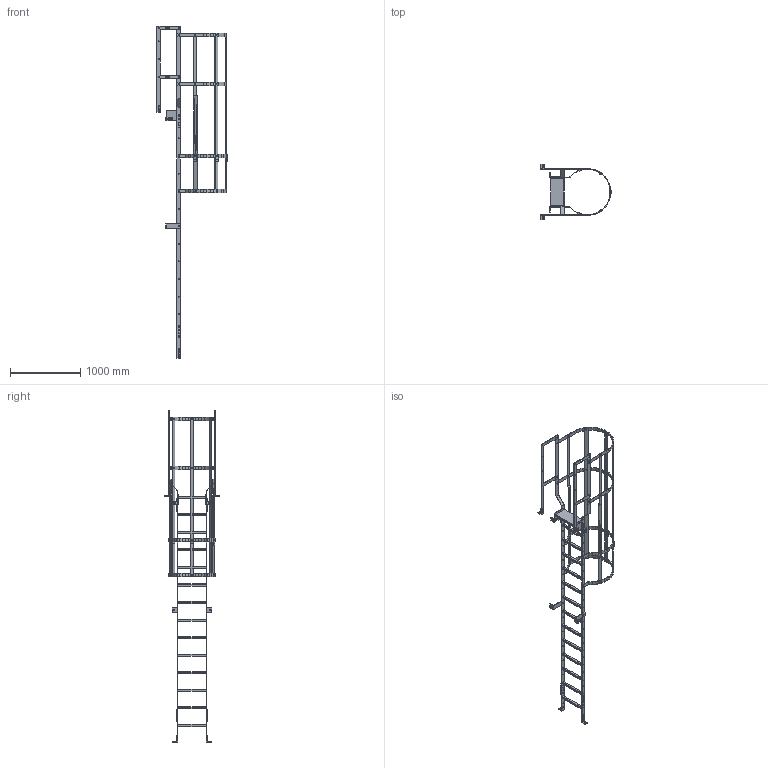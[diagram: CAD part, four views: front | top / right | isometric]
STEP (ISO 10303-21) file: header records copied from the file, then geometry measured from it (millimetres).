
FILE_DESCRIPTION(('Open CASCADE Model'),'2;1');
FILE_NAME('Open CASCADE Shape Model','2021-10-14T10:40:48',('Author'),( 'Open CASCADE'),'Open CASCADE STEP processor 7.3','Open CASCADE 7.3' ,'Unknown');
FILE_SCHEMA(('AUTOMOTIVE_DESIGN { 1 0 10303 214 1 1 1 1 }'));
Length unit declared in the file: millimetre
Products named in the file (1496): product-8698fb1d-1ce5-4999-84b2-abfa9baae047-body 1; product-8698fb1d-1ce5-4999-84b2-abfa9baae047-body 1.1; product-8698fb1d-1ce5-4999-84b2-abfa9baae047-body 1.1.1; product-8698fb1d-1ce5-4999-84b2-abfa9baae047-body 1.1.2; product-8698fb1d-1ce5-4999-84b2-abfa9baae047-body 1.1.3; product-8698fb1d-1ce5-4999-84b2-abfa9baae047-body 1.1.4; product-8698fb1d-1ce5-4999-84b2-abfa9baae047-body 1.1.5; product-8698fb1d-1ce5-4999-84b2-abfa9baae047-body 1.1.6; product-8698fb1d-1ce5-4999-84b2-abfa9baae047-body 1.1.7; product-8698fb1d-1ce5-4999-84b2-abfa9baae047-body 1.1.8; product-8698fb1d-1ce5-4999-84b2-abfa9baae047-body 1.1.9; product-8698fb1d-1ce5-4999-84b2-abfa9baae047-body 1.1.10; product-8698fb1d-1ce5-4999-84b2-abfa9baae047-body 1.1.11; product-8698fb1d-1ce5-4999-84b2-abfa9baae047-body 1.1.12; product-8698fb1d-1ce5-4999-84b2-abfa9baae047-body 1.1.13; product-8698fb1d-1ce5-4999-84b2-abfa9baae047-body 1.1.14; product-8698fb1d-1ce5-4999-84b2-abfa9baae047-body 1.1.15; product-8698fb1d-1ce5-4999-84b2-abfa9baae047-body 1.1.16; product-8698fb1d-1ce5-4999-84b2-abfa9baae047-body 1.1.17; product-8698fb1d-1ce5-4999-84b2-abfa9baae047-body 1.1.18; product-8698fb1d-1ce5-4999-84b2-abfa9baae047-body 1.1.19; product-8698fb1d-1ce5-4999-84b2-abfa9baae047-body 1.1.20; product-8698fb1d-1ce5-4999-84b2-abfa9baae047-body 1.1.21; product-8698fb1d-1ce5-4999-84b2-abfa9baae047-body 1.1.22; product-8698fb1d-1ce5-4999-84b2-abfa9baae047-body 1.1.23; product-8698fb1d-1ce5-4999-84b2-abfa9baae047-body 1.1.24; product-54ca56ea-f1f3-4e3b-8033-a06651c8c084-body 2; product-54ca56ea-f1f3-4e3b-8033-a06651c8c084-body 2.1; product-54ca56ea-f1f3-4e3b-8033-a06651c8c084-body 2.1.1; product-54ca56ea-f1f3-4e3b-8033-a06651c8c084-body 2.1.2; product-54ca56ea-f1f3-4e3b-8033-a06651c8c084-body 2.1.3; product-54ca56ea-f1f3-4e3b-8033-a06651c8c084-body 2.1.4; product-54ca56ea-f1f3-4e3b-8033-a06651c8c084-body 2.1.5; product-54ca56ea-f1f3-4e3b-8033-a06651c8c084-body 2.1.6; product-54ca56ea-f1f3-4e3b-8033-a06651c8c084-body 2.1.7; product-54ca56ea-f1f3-4e3b-8033-a06651c8c084-body 2.1.8; product-54ca56ea-f1f3-4e3b-8033-a06651c8c084-body 2.1.9; product-54ca56ea-f1f3-4e3b-8033-a06651c8c084-body 2.1.10; product-54ca56ea-f1f3-4e3b-8033-a06651c8c084-body 2.1.11; product-54ca56ea-f1f3-4e3b-8033-a06651c8c084-body 2.1.12 ...
Assembly tree (1453 placements, depth 4):
  product-8698fb1d-1ce5-4999-84b2-abfa9baae047-body 1
    product-8698fb1d-1ce5-4999-84b2-abfa9baae047-body 1.1
      product-8698fb1d-1ce5-4999-84b2-abfa9baae047-body 1.1.1
      product-8698fb1d-1ce5-4999-84b2-abfa9baae047-body 1.1.2
      product-8698fb1d-1ce5-4999-84b2-abfa9baae047-body 1.1.3
      product-8698fb1d-1ce5-4999-84b2-abfa9baae047-body 1.1.4
      product-8698fb1d-1ce5-4999-84b2-abfa9baae047-body 1.1.5
      product-8698fb1d-1ce5-4999-84b2-abfa9baae047-body 1.1.6
      product-8698fb1d-1ce5-4999-84b2-abfa9baae047-body 1.1.7
      product-8698fb1d-1ce5-4999-84b2-abfa9baae047-body 1.1.8
      product-8698fb1d-1ce5-4999-84b2-abfa9baae047-body 1.1.9
      product-8698fb1d-1ce5-4999-84b2-abfa9baae047-body 1.1.10
      product-8698fb1d-1ce5-4999-84b2-abfa9baae047-body 1.1.11
      product-8698fb1d-1ce5-4999-84b2-abfa9baae047-body 1.1.12
      product-8698fb1d-1ce5-4999-84b2-abfa9baae047-body 1.1.13
      product-8698fb1d-1ce5-4999-84b2-abfa9baae047-body 1.1.14
      product-8698fb1d-1ce5-4999-84b2-abfa9baae047-body 1.1.15
      product-8698fb1d-1ce5-4999-84b2-abfa9baae047-body 1.1.16
      product-8698fb1d-1ce5-4999-84b2-abfa9baae047-body 1.1.17
      product-8698fb1d-1ce5-4999-84b2-abfa9baae047-body 1.1.18
      product-8698fb1d-1ce5-4999-84b2-abfa9baae047-body 1.1.19
      product-8698fb1d-1ce5-4999-84b2-abfa9baae047-body 1.1.20
      product-8698fb1d-1ce5-4999-84b2-abfa9baae047-body 1.1.21
      product-8698fb1d-1ce5-4999-84b2-abfa9baae047-body 1.1.22
      product-8698fb1d-1ce5-4999-84b2-abfa9baae047-body 1.1.23
      product-8698fb1d-1ce5-4999-84b2-abfa9baae047-body 1.1.24
  product-54ca56ea-f1f3-4e3b-8033-a06651c8c084-body 2
    product-54ca56ea-f1f3-4e3b-8033-a06651c8c084-body 2.1
      product-54ca56ea-f1f3-4e3b-8033-a06651c8c084-body 2.1.1
      product-54ca56ea-f1f3-4e3b-8033-a06651c8c084-body 2.1.2
      product-54ca56ea-f1f3-4e3b-8033-a06651c8c084-body 2.1.3
      product-54ca56ea-f1f3-4e3b-8033-a06651c8c084-body 2.1.4
      product-54ca56ea-f1f3-4e3b-8033-a06651c8c084-body 2.1.5
      product-54ca56ea-f1f3-4e3b-8033-a06651c8c084-body 2.1.6
      product-54ca56ea-f1f3-4e3b-8033-a06651c8c084-body 2.1.7
      product-54ca56ea-f1f3-4e3b-8033-a06651c8c084-body 2.1.8
      product-54ca56ea-f1f3-4e3b-8033-a06651c8c084-body 2.1.9
      product-54ca56ea-f1f3-4e3b-8033-a06651c8c084-body 2.1.10
      product-54ca56ea-f1f3-4e3b-8033-a06651c8c084-body 2.1.11
      product-54ca56ea-f1f3-4e3b-8033-a06651c8c084-body 2.1.12
      product-54ca56ea-f1f3-4e3b-8033-a06651c8c084-body 2.1.13
      product-54ca56ea-f1f3-4e3b-8033-a06651c8c084-body 2.1.14
      product-54ca56ea-f1f3-4e3b-8033-a06651c8c084-body 2.1.15
      product-54ca56ea-f1f3-4e3b-8033-a06651c8c084-body 2.1.16
      product-54ca56ea-f1f3-4e3b-8033-a06651c8c084-body 2.1.17
      product-54ca56ea-f1f3-4e3b-8033-a06651c8c084-body 2.1.18
      product-54ca56ea-f1f3-4e3b-8033-a06651c8c084-body 2.1.19
      product-54ca56ea-f1f3-4e3b-8033-a06651c8c084-body 2.1.20
      product-54ca56ea-f1f3-4e3b-8033-a06651c8c084-body 2.1.21
      product-54ca56ea-f1f3-4e3b-8033-a06651c8c084-body 2.1.22
      product-54ca56ea-f1f3-4e3b-8033-a06651c8c084-body 2.1.23
      product-54ca56ea-f1f3-4e3b-8033-a06651c8c084-body 2.1.24
  product-00215cd9-fb89-4ecf-bb01-6b040330d31a-body 3
  product-a22f85b4-0779-48e3-ab32-75b60aff9ca3-body 4
  product-56c34a7a-0cb7-47fc-95b6-cfe35b7479fe-body 5
Bounding box: 998 x 796 x 4725 mm (x, y, z)
Volume: 4213600.8 mm3; surface area: 5136553.7 mm2
Topology: 30 solids, 1398 shells, 1678 faces, 8706 edges, 8456 vertices
Faces by surface type: plane 1580, cylinder 98
Full cylindrical faces by diameter (mm): 14 x62, 15 x6
Entity records: 178920 total; most frequent: CARTESIAN_POINT 30610, DIRECTION 24152, LINE 17378, VECTOR 17378, ORIENTED_EDGE 9456, PCURVE 9456, DEFINITIONAL_REPRESENTATION 9456, EDGE_CURVE 8706
